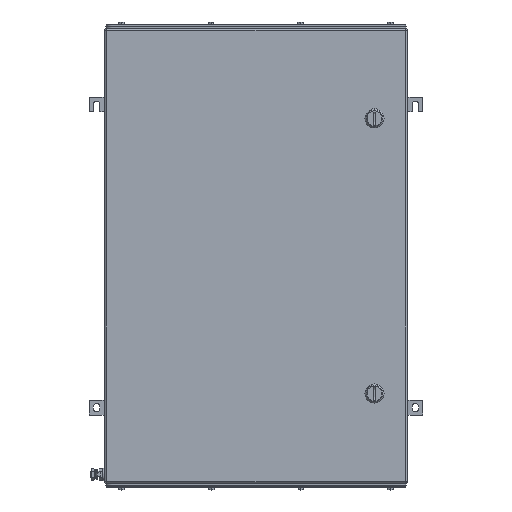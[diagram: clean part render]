
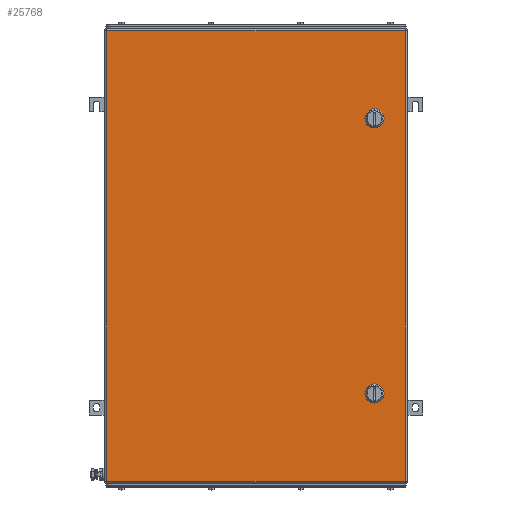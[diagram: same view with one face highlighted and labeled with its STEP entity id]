
A CAD part, top view. The second image highlights one B-rep face of the part: STEP entity #25768.
In plain terms, the highlighted planar face has unit normal (0, 0, 1).
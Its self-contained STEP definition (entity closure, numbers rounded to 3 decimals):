
#25582=AXIS2_PLACEMENT_3D('Circle Axis2P3D',#25580,#25581,$) ;
#25609=AXIS2_PLACEMENT_3D('Plane Axis2P3D',#25606,#25607,#25608) ;
#25654=AXIS2_PLACEMENT_3D('Circle Axis2P3D',#25652,#25653,$) ;
#25668=AXIS2_PLACEMENT_3D('Circle Axis2P3D',#25666,#25667,$) ;
#25682=AXIS2_PLACEMENT_3D('Circle Axis2P3D',#25680,#25681,$) ;
#25704=AXIS2_PLACEMENT_3D('Circle Axis2P3D',#25702,#25703,$) ;
#25720=AXIS2_PLACEMENT_3D('Circle Axis2P3D',#25718,#25719,$) ;
#25734=AXIS2_PLACEMENT_3D('Circle Axis2P3D',#25732,#25733,$) ;
#25748=AXIS2_PLACEMENT_3D('Circle Axis2P3D',#25746,#25747,$) ;
#25577=CARTESIAN_POINT('Vertex',(483.056,612.45,153.5)) ;
#25580=CARTESIAN_POINT('Axis2P3D Location',(478.,622.5,153.5)) ;
#25584=CARTESIAN_POINT('Vertex',(488.05,617.444,153.5)) ;
#25606=CARTESIAN_POINT('Axis2P3D Location',(279.5,392.,153.5)) ;
#25611=CARTESIAN_POINT('Line Origine',(279.5,769.5,153.5)) ;
#25615=CARTESIAN_POINT('Vertex',(530.,769.5,153.5)) ;
#25617=CARTESIAN_POINT('Vertex',(29.,769.5,153.5)) ;
#25620=CARTESIAN_POINT('Line Origine',(29.,392.,153.5)) ;
#25624=CARTESIAN_POINT('Vertex',(29.,14.5,153.5)) ;
#25627=CARTESIAN_POINT('Line Origine',(279.5,14.5,153.5)) ;
#25631=CARTESIAN_POINT('Vertex',(530.,14.5,153.5)) ;
#25634=CARTESIAN_POINT('Line Origine',(530.,392.,153.5)) ;
#25645=CARTESIAN_POINT('Line Origine',(478.,612.45,153.5)) ;
#25649=CARTESIAN_POINT('Vertex',(472.944,612.45,153.5)) ;
#25652=CARTESIAN_POINT('Axis2P3D Location',(478.,622.5,153.5)) ;
#25656=CARTESIAN_POINT('Vertex',(467.95,617.444,153.5)) ;
#25659=CARTESIAN_POINT('Line Origine',(467.95,622.5,153.5)) ;
#25663=CARTESIAN_POINT('Vertex',(467.95,627.556,153.5)) ;
#25666=CARTESIAN_POINT('Axis2P3D Location',(478.,622.5,153.5)) ;
#25670=CARTESIAN_POINT('Vertex',(472.944,632.55,153.5)) ;
#25673=CARTESIAN_POINT('Line Origine',(478.,632.55,153.5)) ;
#25677=CARTESIAN_POINT('Vertex',(483.056,632.55,153.5)) ;
#25680=CARTESIAN_POINT('Axis2P3D Location',(478.,622.5,153.5)) ;
#25684=CARTESIAN_POINT('Vertex',(488.05,627.556,153.5)) ;
#25687=CARTESIAN_POINT('Line Origine',(488.05,622.5,153.5)) ;
#25702=CARTESIAN_POINT('Axis2P3D Location',(478.,161.5,153.5)) ;
#25706=CARTESIAN_POINT('Vertex',(483.056,151.45,153.5)) ;
#25708=CARTESIAN_POINT('Vertex',(488.05,156.444,153.5)) ;
#25711=CARTESIAN_POINT('Line Origine',(478.,151.45,153.5)) ;
#25715=CARTESIAN_POINT('Vertex',(472.944,151.45,153.5)) ;
#25718=CARTESIAN_POINT('Axis2P3D Location',(478.,161.5,153.5)) ;
#25722=CARTESIAN_POINT('Vertex',(467.95,156.444,153.5)) ;
#25725=CARTESIAN_POINT('Line Origine',(467.95,161.5,153.5)) ;
#25729=CARTESIAN_POINT('Vertex',(467.95,166.556,153.5)) ;
#25732=CARTESIAN_POINT('Axis2P3D Location',(478.,161.5,153.5)) ;
#25736=CARTESIAN_POINT('Vertex',(472.944,171.55,153.5)) ;
#25739=CARTESIAN_POINT('Line Origine',(478.,171.55,153.5)) ;
#25743=CARTESIAN_POINT('Vertex',(483.056,171.55,153.5)) ;
#25746=CARTESIAN_POINT('Axis2P3D Location',(478.,161.5,153.5)) ;
#25750=CARTESIAN_POINT('Vertex',(488.05,166.556,153.5)) ;
#25753=CARTESIAN_POINT('Line Origine',(488.05,161.5,153.5)) ;
#25581=DIRECTION('Axis2P3D Direction',(0.,0.,1.)) ;
#25607=DIRECTION('Axis2P3D Direction',(0.,0.,1.)) ;
#25608=DIRECTION('Axis2P3D XDirection',(1.,0.,0.)) ;
#25612=DIRECTION('Vector Direction',(1.,0.,0.)) ;
#25621=DIRECTION('Vector Direction',(0.,-1.,0.)) ;
#25628=DIRECTION('Vector Direction',(1.,0.,0.)) ;
#25635=DIRECTION('Vector Direction',(0.,1.,0.)) ;
#25646=DIRECTION('Vector Direction',(1.,0.,0.)) ;
#25653=DIRECTION('Axis2P3D Direction',(0.,0.,1.)) ;
#25660=DIRECTION('Vector Direction',(0.,1.,0.)) ;
#25667=DIRECTION('Axis2P3D Direction',(0.,0.,1.)) ;
#25674=DIRECTION('Vector Direction',(1.,0.,0.)) ;
#25681=DIRECTION('Axis2P3D Direction',(0.,0.,1.)) ;
#25688=DIRECTION('Vector Direction',(0.,-1.,0.)) ;
#25703=DIRECTION('Axis2P3D Direction',(0.,0.,1.)) ;
#25712=DIRECTION('Vector Direction',(1.,0.,0.)) ;
#25719=DIRECTION('Axis2P3D Direction',(0.,0.,1.)) ;
#25726=DIRECTION('Vector Direction',(0.,1.,0.)) ;
#25733=DIRECTION('Axis2P3D Direction',(0.,0.,1.)) ;
#25740=DIRECTION('Vector Direction',(1.,0.,0.)) ;
#25747=DIRECTION('Axis2P3D Direction',(0.,0.,1.)) ;
#25754=DIRECTION('Vector Direction',(0.,-1.,0.)) ;
#25613=VECTOR('Line Direction',#25612,1.) ;
#25622=VECTOR('Line Direction',#25621,1.) ;
#25629=VECTOR('Line Direction',#25628,1.) ;
#25636=VECTOR('Line Direction',#25635,1.) ;
#25647=VECTOR('Line Direction',#25646,1.) ;
#25661=VECTOR('Line Direction',#25660,1.) ;
#25675=VECTOR('Line Direction',#25674,1.) ;
#25689=VECTOR('Line Direction',#25688,1.) ;
#25713=VECTOR('Line Direction',#25712,1.) ;
#25727=VECTOR('Line Direction',#25726,1.) ;
#25741=VECTOR('Line Direction',#25740,1.) ;
#25755=VECTOR('Line Direction',#25754,1.) ;
#25640=ORIENTED_EDGE('',*,*,#25619,.T.) ;
#25641=ORIENTED_EDGE('',*,*,#25626,.T.) ;
#25642=ORIENTED_EDGE('',*,*,#25633,.T.) ;
#25643=ORIENTED_EDGE('',*,*,#25638,.T.) ;
#25693=ORIENTED_EDGE('',*,*,#25651,.F.) ;
#25694=ORIENTED_EDGE('',*,*,#25658,.F.) ;
#25695=ORIENTED_EDGE('',*,*,#25665,.T.) ;
#25696=ORIENTED_EDGE('',*,*,#25672,.F.) ;
#25697=ORIENTED_EDGE('',*,*,#25679,.T.) ;
#25698=ORIENTED_EDGE('',*,*,#25686,.F.) ;
#25699=ORIENTED_EDGE('',*,*,#25691,.T.) ;
#25700=ORIENTED_EDGE('',*,*,#25586,.F.) ;
#25759=ORIENTED_EDGE('',*,*,#25710,.F.) ;
#25760=ORIENTED_EDGE('',*,*,#25717,.F.) ;
#25761=ORIENTED_EDGE('',*,*,#25724,.F.) ;
#25762=ORIENTED_EDGE('',*,*,#25731,.T.) ;
#25763=ORIENTED_EDGE('',*,*,#25738,.F.) ;
#25764=ORIENTED_EDGE('',*,*,#25745,.T.) ;
#25765=ORIENTED_EDGE('',*,*,#25752,.F.) ;
#25766=ORIENTED_EDGE('',*,*,#25757,.T.) ;
#25701=FACE_BOUND('',#25692,.T.) ;
#25767=FACE_BOUND('',#25758,.T.) ;
#25768=ADVANCED_FACE('ZUB_KTB_QL_765015_2GP_AllCATPart_AllCATPart.2\\ZUB_KTB_QL_765015_2GP_AllCATPart.2\\ZUB_DE_KTB_QL.1\\DE_KTB_MH_PART_MASTER.1\\Koerper.2',(#25644,#25701,#25767),#25610,.T.) ;
#25583=CIRCLE('generated circle',#25582,11.25) ;
#25655=CIRCLE('generated circle',#25654,11.25) ;
#25669=CIRCLE('generated circle',#25668,11.25) ;
#25683=CIRCLE('generated circle',#25682,11.25) ;
#25705=CIRCLE('generated circle',#25704,11.25) ;
#25721=CIRCLE('generated circle',#25720,11.25) ;
#25735=CIRCLE('generated circle',#25734,11.25) ;
#25749=CIRCLE('generated circle',#25748,11.25) ;
#25586=EDGE_CURVE('',#25578,#25585,#25583,.T.) ;
#25619=EDGE_CURVE('',#25616,#25618,#25614,.F.) ;
#25626=EDGE_CURVE('',#25618,#25625,#25623,.T.) ;
#25633=EDGE_CURVE('',#25625,#25632,#25630,.T.) ;
#25638=EDGE_CURVE('',#25632,#25616,#25637,.T.) ;
#25651=EDGE_CURVE('',#25650,#25578,#25648,.T.) ;
#25658=EDGE_CURVE('',#25657,#25650,#25655,.T.) ;
#25665=EDGE_CURVE('',#25657,#25664,#25662,.T.) ;
#25672=EDGE_CURVE('',#25671,#25664,#25669,.T.) ;
#25679=EDGE_CURVE('',#25671,#25678,#25676,.T.) ;
#25686=EDGE_CURVE('',#25685,#25678,#25683,.T.) ;
#25691=EDGE_CURVE('',#25685,#25585,#25690,.T.) ;
#25710=EDGE_CURVE('',#25707,#25709,#25705,.T.) ;
#25717=EDGE_CURVE('',#25716,#25707,#25714,.T.) ;
#25724=EDGE_CURVE('',#25723,#25716,#25721,.T.) ;
#25731=EDGE_CURVE('',#25723,#25730,#25728,.T.) ;
#25738=EDGE_CURVE('',#25737,#25730,#25735,.T.) ;
#25745=EDGE_CURVE('',#25737,#25744,#25742,.T.) ;
#25752=EDGE_CURVE('',#25751,#25744,#25749,.T.) ;
#25757=EDGE_CURVE('',#25751,#25709,#25756,.T.) ;
#25639=EDGE_LOOP('',(#25640,#25641,#25642,#25643)) ;
#25692=EDGE_LOOP('',(#25693,#25694,#25695,#25696,#25697,#25698,#25699,#25700)) ;
#25758=EDGE_LOOP('',(#25759,#25760,#25761,#25762,#25763,#25764,#25765,#25766)) ;
#25644=FACE_OUTER_BOUND('',#25639,.T.) ;
#25614=LINE('Line',#25611,#25613) ;
#25623=LINE('Line',#25620,#25622) ;
#25630=LINE('Line',#25627,#25629) ;
#25637=LINE('Line',#25634,#25636) ;
#25648=LINE('Line',#25645,#25647) ;
#25662=LINE('Line',#25659,#25661) ;
#25676=LINE('Line',#25673,#25675) ;
#25690=LINE('Line',#25687,#25689) ;
#25714=LINE('Line',#25711,#25713) ;
#25728=LINE('Line',#25725,#25727) ;
#25742=LINE('Line',#25739,#25741) ;
#25756=LINE('Line',#25753,#25755) ;
#25610=PLANE('',#25609) ;
#25578=VERTEX_POINT('',#25577) ;
#25585=VERTEX_POINT('',#25584) ;
#25616=VERTEX_POINT('',#25615) ;
#25618=VERTEX_POINT('',#25617) ;
#25625=VERTEX_POINT('',#25624) ;
#25632=VERTEX_POINT('',#25631) ;
#25650=VERTEX_POINT('',#25649) ;
#25657=VERTEX_POINT('',#25656) ;
#25664=VERTEX_POINT('',#25663) ;
#25671=VERTEX_POINT('',#25670) ;
#25678=VERTEX_POINT('',#25677) ;
#25685=VERTEX_POINT('',#25684) ;
#25707=VERTEX_POINT('',#25706) ;
#25709=VERTEX_POINT('',#25708) ;
#25716=VERTEX_POINT('',#25715) ;
#25723=VERTEX_POINT('',#25722) ;
#25730=VERTEX_POINT('',#25729) ;
#25737=VERTEX_POINT('',#25736) ;
#25744=VERTEX_POINT('',#25743) ;
#25751=VERTEX_POINT('',#25750) ;
